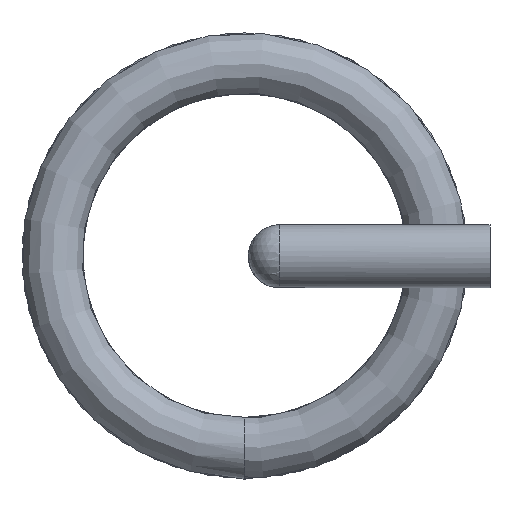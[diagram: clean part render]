
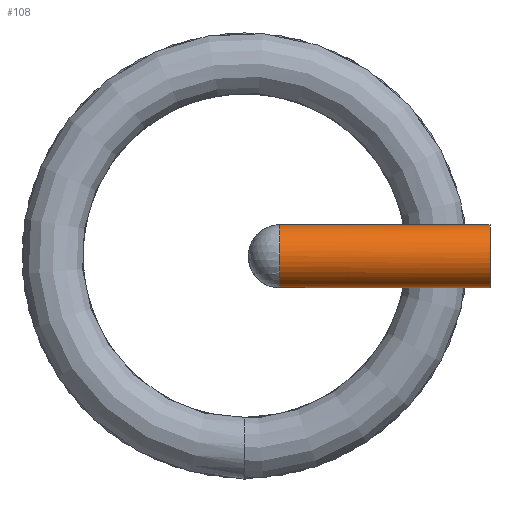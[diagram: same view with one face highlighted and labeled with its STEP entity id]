
A CAD part, left-side view. The second image highlights one B-rep face of the part: STEP entity #108.
In plain terms, the highlighted cylindrical face has radius 0.45 mm (diameter 0.9 mm), a full revolution.
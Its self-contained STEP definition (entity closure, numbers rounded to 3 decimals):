
#19=ELLIPSE('',#137,0.636,0.45);
#20=ELLIPSE('',#138,0.636,0.45);
#22=LINE('',#204,#24);
#24=VECTOR('',#173,0.45);
#26=CYLINDRICAL_SURFACE('',#139,0.45);
#32=FACE_OUTER_BOUND('',#40,.T.);
#40=EDGE_LOOP('',(#87,#88,#89,#90,#91,#92,#93));
#46=CIRCLE('',#131,0.45);
#47=CIRCLE('',#132,0.45);
#49=CIRCLE('',#135,0.45);
#54=VERTEX_POINT('',#189);
#55=VERTEX_POINT('',#190);
#56=VERTEX_POINT('',#194);
#57=VERTEX_POINT('',#195);
#58=VERTEX_POINT('',#199);
#63=EDGE_CURVE('',#54,#55,#46,.T.);
#64=EDGE_CURVE('',#55,#54,#47,.T.);
#66=EDGE_CURVE('',#57,#56,#49,.T.);
#68=EDGE_CURVE('',#57,#58,#19,.T.);
#69=EDGE_CURVE('',#58,#56,#20,.T.);
#70=EDGE_CURVE('',#55,#58,#22,.T.);
#87=ORIENTED_EDGE('',*,*,#63,.F.);
#88=ORIENTED_EDGE('',*,*,#64,.F.);
#89=ORIENTED_EDGE('',*,*,#70,.T.);
#90=ORIENTED_EDGE('',*,*,#69,.T.);
#91=ORIENTED_EDGE('',*,*,#66,.F.);
#92=ORIENTED_EDGE('',*,*,#68,.T.);
#93=ORIENTED_EDGE('',*,*,#70,.F.);
#108=ADVANCED_FACE('',(#32),#26,.T.);
#131=AXIS2_PLACEMENT_3D('',#191,#154,#155);
#132=AXIS2_PLACEMENT_3D('',#192,#156,#157);
#135=AXIS2_PLACEMENT_3D('',#197,#162,#163);
#137=AXIS2_PLACEMENT_3D('',#201,#167,#168);
#138=AXIS2_PLACEMENT_3D('',#202,#169,#170);
#139=AXIS2_PLACEMENT_3D('',#203,#171,#172);
#154=DIRECTION('center_axis',(0.,-1.,0.));
#155=DIRECTION('ref_axis',(-0.707,0.,0.707));
#156=DIRECTION('center_axis',(0.,-1.,0.));
#157=DIRECTION('ref_axis',(-0.707,0.,0.707));
#162=DIRECTION('center_axis',(0.,1.,0.));
#163=DIRECTION('ref_axis',(-0.707,0.,-0.707));
#167=DIRECTION('center_axis',(-0.707,-0.707,0.));
#168=DIRECTION('ref_axis',(-0.707,0.707,0.));
#169=DIRECTION('center_axis',(-0.707,-0.707,0.));
#170=DIRECTION('ref_axis',(-0.707,0.707,0.));
#171=DIRECTION('center_axis',(0.,-1.,0.));
#172=DIRECTION('ref_axis',(-0.707,0.,-0.707));
#173=DIRECTION('',(0.,1.,0.));
#189=CARTESIAN_POINT('',(-1.1,0.,0.));
#190=CARTESIAN_POINT('',(-1.232,0.,0.318));
#191=CARTESIAN_POINT('Origin',(-1.55,0.,0.));
#192=CARTESIAN_POINT('Origin',(-1.55,0.,0.));
#194=CARTESIAN_POINT('',(-1.55,3.,0.45));
#195=CARTESIAN_POINT('',(-1.55,3.,-0.45));
#197=CARTESIAN_POINT('Origin',(-1.55,3.,0.));
#199=CARTESIAN_POINT('',(-1.232,2.682,0.318));
#201=CARTESIAN_POINT('Origin',(-1.55,3.,0.));
#202=CARTESIAN_POINT('Origin',(-1.55,3.,0.));
#203=CARTESIAN_POINT('Origin',(-1.55,3.,0.));
#204=CARTESIAN_POINT('',(-1.232,3.,0.318));
